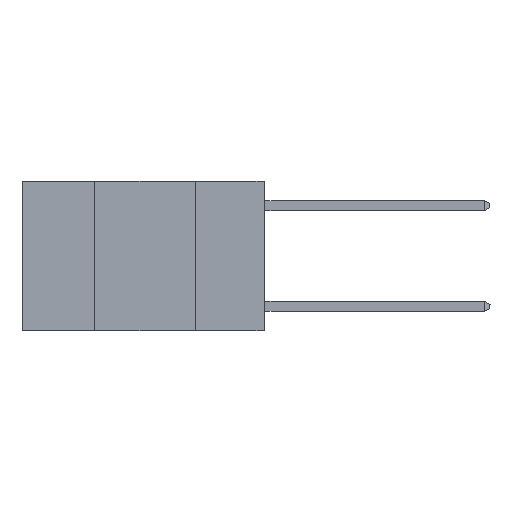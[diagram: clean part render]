
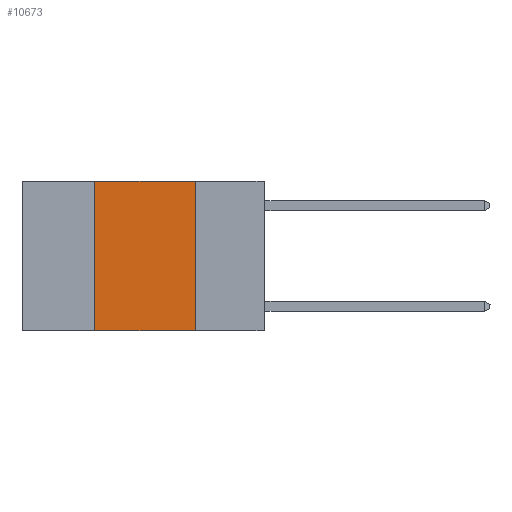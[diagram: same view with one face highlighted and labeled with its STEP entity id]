
A CAD part, left-side view. The second image highlights one B-rep face of the part: STEP entity #10673.
In plain terms, the highlighted planar face has unit normal (-1, 0, 0).
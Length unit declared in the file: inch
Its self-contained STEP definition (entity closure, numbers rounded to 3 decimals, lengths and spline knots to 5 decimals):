
#1345 = LINE ( 'NONE', #21143, #14456 ) ;
#2560 = ORIENTED_EDGE ( 'NONE', *, *, #20217, .F. ) ;
#3568 = CARTESIAN_POINT ( 'NONE',  ( 0., 0.42, -0.37 ) ) ;
#4463 = CARTESIAN_POINT ( 'NONE',  ( 0., 0.6, 0. ) ) ;
#4625 = VECTOR ( 'NONE', #7622, 39.37008 ) ;
#4641 = DIRECTION ( 'NONE',  ( 0., 0., -1. ) ) ;
#5097 = DIRECTION ( 'NONE',  ( 1., 0., 0. ) ) ;
#5851 = VERTEX_POINT ( 'NONE', #3568 ) ;
#7009 = AXIS2_PLACEMENT_3D ( 'NONE', #9974, #5097, #16586 ) ;
#7622 = DIRECTION ( 'NONE',  ( 0., -1., 0. ) ) ;
#9076 = EDGE_CURVE ( 'NONE', #9162, #9664, #15294, .T. ) ;
#9162 = VERTEX_POINT ( 'NONE', #19576 ) ;
#9654 = DIRECTION ( 'NONE',  ( 0., 0., 1. ) ) ;
#9664 = VERTEX_POINT ( 'NONE', #20852 ) ;
#9722 = VERTEX_POINT ( 'NONE', #11089 ) ;
#9768 = EDGE_CURVE ( 'NONE', #5851, #9722, #1345, .T. ) ;
#9974 = CARTESIAN_POINT ( 'NONE',  ( 0., 0.6, 0. ) ) ;
#9976 = LINE ( 'NONE', #4463, #21018 ) ;
#10387 = VECTOR ( 'NONE', #4641, 39.37008 ) ;
#10673 = ADVANCED_FACE ( 'NONE', ( #15464 ), #13271, .F. ) ;
#10788 = EDGE_LOOP ( 'NONE', ( #19512, #2560, #12337, #12853 ) ) ;
#11089 = CARTESIAN_POINT ( 'NONE',  ( 0., 0.42, 0. ) ) ;
#11276 = EDGE_CURVE ( 'NONE', #5851, #9664, #17730, .T. ) ;
#12337 = ORIENTED_EDGE ( 'NONE', *, *, #9768, .F. ) ;
#12733 = DIRECTION ( 'NONE',  ( 0., -1., 0. ) ) ;
#12853 = ORIENTED_EDGE ( 'NONE', *, *, #11276, .T. ) ;
#13271 = PLANE ( 'NONE',  #7009 ) ;
#14456 = VECTOR ( 'NONE', #9654, 39.37008 ) ;
#15294 = LINE ( 'NONE', #19360, #10387 ) ;
#15464 = FACE_OUTER_BOUND ( 'NONE', #10788, .T. ) ;
#16586 = DIRECTION ( 'NONE',  ( 0., 0., -1. ) ) ;
#17730 = LINE ( 'NONE', #19044, #4625 ) ;
#19044 = CARTESIAN_POINT ( 'NONE',  ( 0., 0.6, -0.37 ) ) ;
#19360 = CARTESIAN_POINT ( 'NONE',  ( 0., 0.17, 0. ) ) ;
#19512 = ORIENTED_EDGE ( 'NONE', *, *, #9076, .F. ) ;
#19576 = CARTESIAN_POINT ( 'NONE',  ( 0., 0.17, 0. ) ) ;
#20217 = EDGE_CURVE ( 'NONE', #9722, #9162, #9976, .T. ) ;
#20852 = CARTESIAN_POINT ( 'NONE',  ( 0., 0.17, -0.37 ) ) ;
#21018 = VECTOR ( 'NONE', #12733, 39.37008 ) ;
#21143 = CARTESIAN_POINT ( 'NONE',  ( 0., 0.42, 0. ) ) ;
